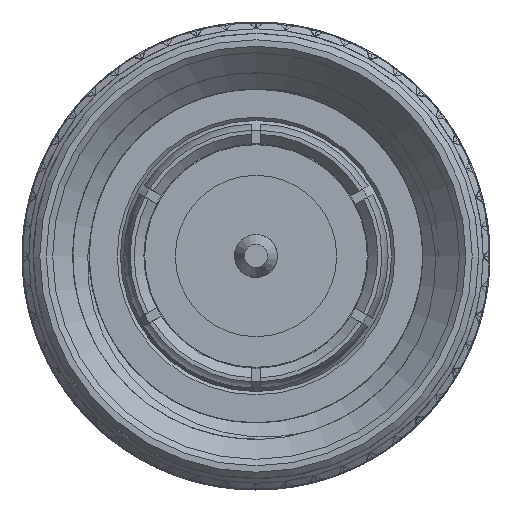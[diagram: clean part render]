
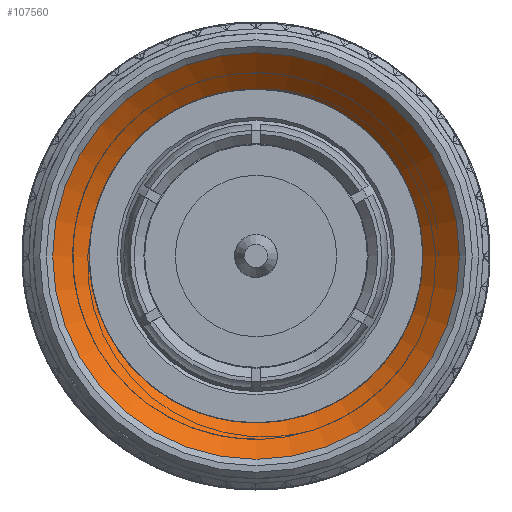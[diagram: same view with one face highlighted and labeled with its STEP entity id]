
A CAD part, front view. The second image highlights one B-rep face of the part: STEP entity #107560.
In plain terms, the highlighted conical face has half-angle 45 degrees and reference radius 6.3 mm.
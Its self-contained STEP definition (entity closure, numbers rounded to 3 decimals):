
#14428=CONICAL_SURFACE('',#110984,6.3,0.785);
#27700=ORIENTED_EDGE('',*,*,#45969,.F.);
#27701=ORIENTED_EDGE('',*,*,#45970,.F.);
#27702=ORIENTED_EDGE('',*,*,#45971,.T.);
#45969=EDGE_CURVE('',#55765,#55765,#59729,.T.);
#45970=EDGE_CURVE('',#55766,#55767,#59730,.T.);
#45971=EDGE_CURVE('',#55766,#55767,#59731,.F.);
#55765=VERTEX_POINT('',#177291);
#55766=VERTEX_POINT('',#177294);
#55767=VERTEX_POINT('',#177295);
#59729=CIRCLE('',#110983,6.3);
#59730=CIRCLE('',#110985,5.17);
#59731=CIRCLE('',#110986,5.17);
#62470=EDGE_LOOP('',(#27700));
#62471=EDGE_LOOP('',(#27701,#27702));
#67436=FACE_BOUND('',#62470,.T.);
#67437=FACE_BOUND('',#62471,.T.);
#107560=ADVANCED_FACE('',(#67436,#67437),#14428,.F.);
#110983=AXIS2_PLACEMENT_3D('',#177290,#114258,#114259);
#110984=AXIS2_PLACEMENT_3D('',#177292,#114260,#114261);
#110985=AXIS2_PLACEMENT_3D('',#177293,#114262,#114263);
#110986=AXIS2_PLACEMENT_3D('',#177296,#114264,#114265);
#114258=DIRECTION('',(0.,1.,0.));
#114259=DIRECTION('',(1.,0.,0.));
#114260=DIRECTION('',(0.,-1.,0.));
#114261=DIRECTION('',(1.,0.,0.));
#114262=DIRECTION('',(0.,-1.,0.));
#114263=DIRECTION('',(0.,0.,-1.));
#114264=DIRECTION('',(0.,-1.,0.));
#114265=DIRECTION('',(0.,0.,-1.));
#177290=CARTESIAN_POINT('',(0.,-151.,0.));
#177291=CARTESIAN_POINT('',(6.3,-151.,0.));
#177292=CARTESIAN_POINT('',(0.,-151.,0.));
#177293=CARTESIAN_POINT('',(0.,-149.87,0.));
#177294=CARTESIAN_POINT('',(0.,-149.87,5.17));
#177295=CARTESIAN_POINT('',(-5.099,-149.87,0.855));
#177296=CARTESIAN_POINT('',(0.,-149.87,0.));
